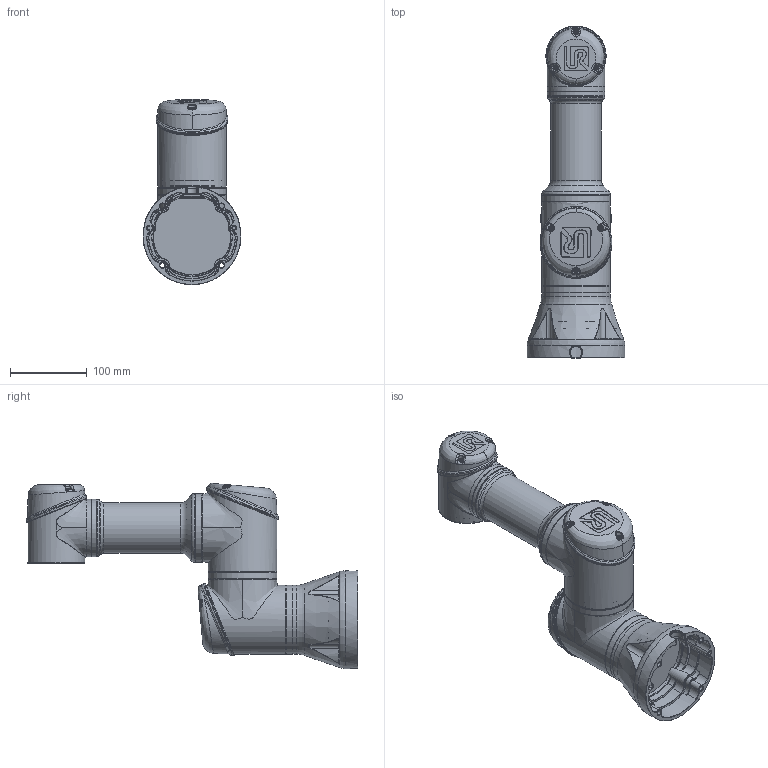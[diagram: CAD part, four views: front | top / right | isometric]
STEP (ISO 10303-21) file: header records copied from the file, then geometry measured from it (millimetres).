
FILE_DESCRIPTION(/* description */ ('STEP AP214'),/* implementation_level */ '2;1');
FILE_NAME(/* name */ 'Robot Assembly 1 of 2.step',/* time_stamp */ '2023-03-25T09:20:59-04:00',/* author */ ('jjdbr'),/* organization */ (''),/* preprocessor_version */ 'ST-DEVELOPER v19',/* originating_system */ 'Autodesk Inventor 2023',/* authorisation */ '');
FILE_SCHEMA (('AUTOMOTIVE_DESIGN { 1 0 10303 214 3 1 1 }'));
Length unit declared in the file: millimetre
Products named in the file (4): Robot Assembly; Copy of Base_UR3_G5^1000513; Copy of Link1_UR3_G5^1000513; Copy of Link2_UR3_G5^1000513
Assembly tree (3 placements, depth 2):
  Robot Assembly
    Copy of Base_UR3_G5^1000513
    Copy of Link1_UR3_G5^1000513
    Copy of Link2_UR3_G5^1000513
Bounding box: 127.97 x 433.62 x 242.04 mm (x, y, z)
Volume: 3087815.8 mm3; surface area: 283628.3 mm2
Topology: 6 solids, 9 shells, 2779 faces, 6777 edges, 4021 vertices
Faces by surface type: bspline 1254, cylinder 698, plane 460, cone 180, sphere 109, torus 78
Full cylindrical faces by diameter (mm): 5 x1, 5.5 x9, 6.6 x4, 11 x4, 60 x1, 66 x1, 71.6 x1, 72.6 x1, 72.8 x2, 74.442 x2, 75 x5, 86.2 x2, 87.158 x1, 87.2 x1, 87.6 x4, 89.242 x2, 89.4 x5, 90 x12
Entity records: 182124 total; most frequent: CARTESIAN_POINT 122213, ORIENTED_EDGE 13464, DIRECTION 10727, EDGE_CURVE 6732, AXIS2_PLACEMENT_3D 4522, VERTEX_POINT 4021, EDGE_LOOP 2863, FACE_OUTER_BOUND 2779
